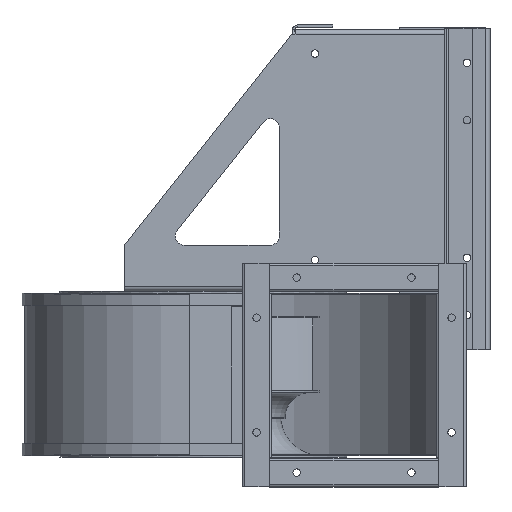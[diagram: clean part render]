
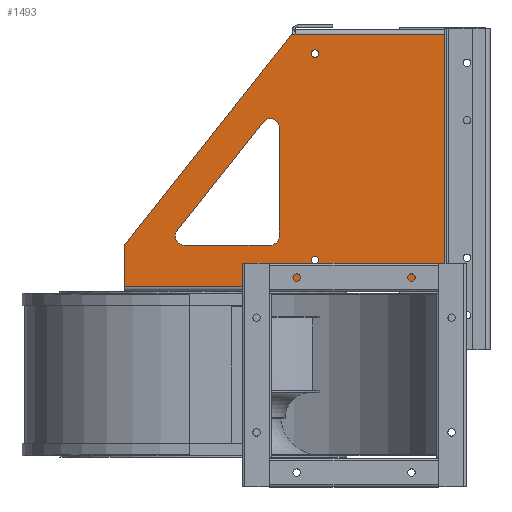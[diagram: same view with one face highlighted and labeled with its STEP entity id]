
A CAD part, left-side view. The second image highlights one B-rep face of the part: STEP entity #1493.
In plain terms, the highlighted planar face has unit normal (-1, 0, 0).
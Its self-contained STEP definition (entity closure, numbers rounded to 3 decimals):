
#1493=ADVANCED_FACE('',(#9730,#9732,#9734,#9736),#9738,.T.);
#9730=FACE_BOUND('',#9731,.T.);
#9731=EDGE_LOOP('',(#16693,#16694,#16695,#16696,#16697,#16698));
#9732=FACE_BOUND('',#9733,.T.);
#9733=EDGE_LOOP('',(#16699,#16700,#16701,#16702,#16703,#16704));
#9734=FACE_BOUND('',#9735,.T.);
#9735=EDGE_LOOP('',(#16705));
#9736=FACE_BOUND('',#9737,.T.);
#9737=EDGE_LOOP('',(#16706));
#9738=PLANE('',#9739);
#9739=AXIS2_PLACEMENT_3D('',#9740,#9741,#9742);
#9740=CARTESIAN_POINT('',(-102.,-88.5,117.));
#9741=DIRECTION('',(-1.,0.,0.));
#9742=DIRECTION('',(0.,0.,1.));
#16693=ORIENTED_EDGE('',*,*,#21452,.F.);
#16694=ORIENTED_EDGE('',*,*,#21453,.F.);
#16695=ORIENTED_EDGE('',*,*,#21454,.T.);
#16696=ORIENTED_EDGE('',*,*,#21455,.T.);
#16697=ORIENTED_EDGE('',*,*,#21456,.T.);
#16698=ORIENTED_EDGE('',*,*,#21352,.T.);
#16699=ORIENTED_EDGE('',*,*,#21457,.T.);
#16700=ORIENTED_EDGE('',*,*,#21458,.T.);
#16701=ORIENTED_EDGE('',*,*,#21459,.T.);
#16702=ORIENTED_EDGE('',*,*,#21460,.T.);
#16703=ORIENTED_EDGE('',*,*,#21461,.T.);
#16704=ORIENTED_EDGE('',*,*,#21462,.T.);
#16705=ORIENTED_EDGE('',*,*,#21463,.T.);
#16706=ORIENTED_EDGE('',*,*,#21464,.T.);
#21352=EDGE_CURVE('',#24126,#24124,#24127,.T.);
#21452=EDGE_CURVE('',#24300,#24124,#24301,.T.);
#21453=EDGE_CURVE('',#24302,#24300,#24303,.T.);
#21454=EDGE_CURVE('',#24302,#24304,#24305,.T.);
#21455=EDGE_CURVE('',#24304,#24306,#24307,.T.);
#21456=EDGE_CURVE('',#24306,#24126,#24308,.T.);
#21457=EDGE_CURVE('',#24309,#24310,#24311,.F.);
#21458=EDGE_CURVE('',#24310,#24312,#24313,.F.);
#21459=EDGE_CURVE('',#24312,#24314,#24315,.F.);
#21460=EDGE_CURVE('',#24314,#24316,#24317,.F.);
#21461=EDGE_CURVE('',#24316,#24318,#24319,.F.);
#21462=EDGE_CURVE('',#24318,#24309,#24320,.F.);
#21463=EDGE_CURVE('',#24321,#24321,#24322,.T.);
#21464=EDGE_CURVE('',#24323,#24323,#24324,.T.);
#24124=VERTEX_POINT('',#29055);
#24126=VERTEX_POINT('',#29059);
#24127=LINE('',#29060,#29061);
#24300=VERTEX_POINT('',#29474);
#24301=LINE('',#29475,#29476);
#24302=VERTEX_POINT('',#29478);
#24303=LINE('',#29479,#29480);
#24304=VERTEX_POINT('',#29482);
#24305=LINE('',#29483,#29484);
#24306=VERTEX_POINT('',#29486);
#24307=LINE('',#29487,#29488);
#24308=LINE('',#29490,#29491);
#24309=VERTEX_POINT('',#29493);
#24310=VERTEX_POINT('',#29494);
#24311=CIRCLE('',#29495,8.);
#24312=VERTEX_POINT('',#29499);
#24313=LINE('',#29500,#29501);
#24314=VERTEX_POINT('',#29503);
#24315=CIRCLE('',#29504,8.);
#24316=VERTEX_POINT('',#29508);
#24317=LINE('',#29509,#29510);
#24318=VERTEX_POINT('',#29512);
#24319=CIRCLE('',#29513,8.);
#24320=LINE('',#29517,#29518);
#24321=VERTEX_POINT('',#29520);
#24322=CIRCLE('',#29521,3.25);
#24323=VERTEX_POINT('',#29525);
#24324=CIRCLE('',#29526,3.25);
#29055=CARTESIAN_POINT('',(-102.,-214.,6.));
#29059=CARTESIAN_POINT('',(-102.,69.,6.));
#29060=CARTESIAN_POINT('',(-102.,69.,6.));
#29061=VECTOR('',#29062,1.);
#29062=DIRECTION('',(0.,-1.,0.));
#29474=CARTESIAN_POINT('',(-102.,-214.,226.));
#29475=CARTESIAN_POINT('',(-102.,-214.,226.));
#29476=VECTOR('',#29477,1.);
#29477=DIRECTION('',(0.,0.,-1.));
#29478=CARTESIAN_POINT('',(-102.,-80.,226.));
#29479=CARTESIAN_POINT('',(-102.,-80.,226.));
#29480=VECTOR('',#29481,1.);
#29481=DIRECTION('',(0.,-1.,0.));
#29482=CARTESIAN_POINT('',(-102.,-77.,226.));
#29483=CARTESIAN_POINT('',(-102.,-80.,226.));
#29484=VECTOR('',#29485,1.);
#29485=DIRECTION('',(0.,1.,0.));
#29486=CARTESIAN_POINT('',(-102.,69.,42.));
#29487=CARTESIAN_POINT('',(-102.,-77.,226.));
#29488=VECTOR('',#29489,1.);
#29489=DIRECTION('',(0.,0.622,-0.783));
#29490=CARTESIAN_POINT('',(-102.,69.,42.));
#29491=VECTOR('',#29492,1.);
#29492=DIRECTION('',(0.,0.,-1.));
#29493=CARTESIAN_POINT('',(-102.,-66.391,50.));
#29494=CARTESIAN_POINT('',(-102.,-58.391,42.));
#29495=AXIS2_PLACEMENT_3D('',#29496,#29497,#29498);
#29496=CARTESIAN_POINT('',(-102.,-58.391,50.));
#29497=DIRECTION('',(-1.,0.,0.));
#29498=DIRECTION('',(0.,0.,-1.));
#29499=CARTESIAN_POINT('',(-102.,16.44,42.));
#29500=CARTESIAN_POINT('',(-102.,16.44,42.));
#29501=VECTOR('',#29502,1.);
#29502=DIRECTION('',(0.,-1.,0.));
#29503=CARTESIAN_POINT('',(-102.,22.707,54.972));
#29504=AXIS2_PLACEMENT_3D('',#29505,#29506,#29507);
#29505=CARTESIAN_POINT('',(-102.,16.44,50.));
#29506=DIRECTION('',(-1.,0.,0.));
#29507=DIRECTION('',(0.,0.783,0.622));
#29508=CARTESIAN_POINT('',(-102.,-52.124,149.279));
#29509=CARTESIAN_POINT('',(-102.,-52.124,149.279));
#29510=VECTOR('',#29511,1.);
#29511=DIRECTION('',(0.,0.622,-0.783));
#29512=CARTESIAN_POINT('',(-102.,-66.391,144.307));
#29513=AXIS2_PLACEMENT_3D('',#29514,#29515,#29516);
#29514=CARTESIAN_POINT('',(-102.,-58.391,144.307));
#29515=DIRECTION('',(-1.,0.,0.));
#29516=DIRECTION('',(0.,-1.,0.));
#29517=CARTESIAN_POINT('',(-102.,-66.391,50.));
#29518=VECTOR('',#29519,1.);
#29519=DIRECTION('',(0.,0.,1.));
#29520=CARTESIAN_POINT('',(-102.,-97.5,25.75));
#29521=AXIS2_PLACEMENT_3D('',#29522,#29523,#29524);
#29522=CARTESIAN_POINT('',(-102.,-97.5,29.));
#29523=DIRECTION('',(1.,0.,0.));
#29524=DIRECTION('',(0.,0.,-1.));
#29525=CARTESIAN_POINT('',(-102.,-97.5,205.75));
#29526=AXIS2_PLACEMENT_3D('',#29527,#29528,#29529);
#29527=CARTESIAN_POINT('',(-102.,-97.5,209.));
#29528=DIRECTION('',(1.,0.,0.));
#29529=DIRECTION('',(0.,0.,-1.));
